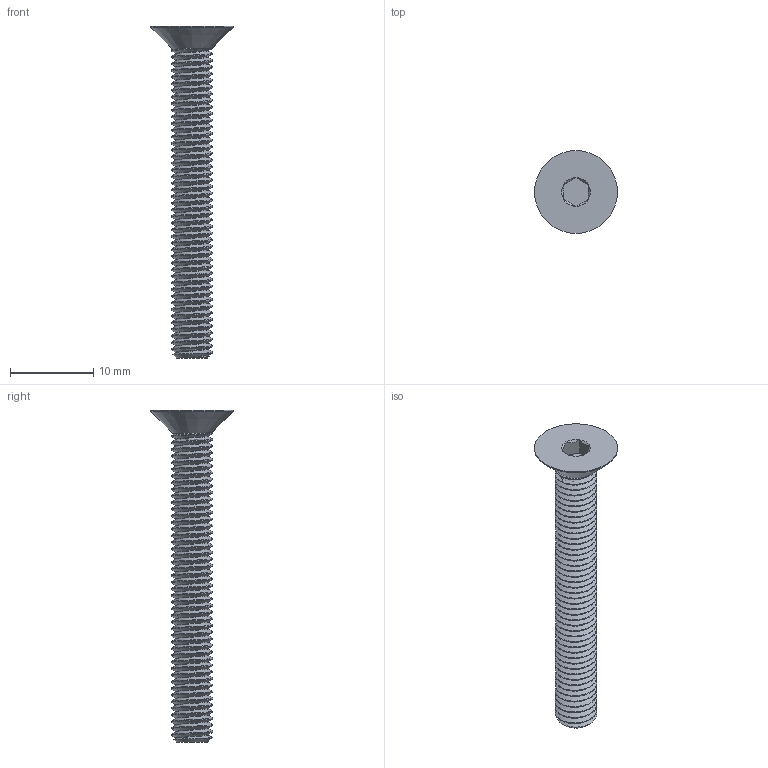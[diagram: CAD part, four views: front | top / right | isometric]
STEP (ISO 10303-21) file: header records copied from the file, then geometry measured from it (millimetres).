
FILE_DESCRIPTION(/* description */ ('STEP AP203'),/* implementation_level */ '2;1');
FILE_NAME(/* name */ 'screws_40mm_m5x0.8_ext.stp',/* time_stamp */ '2022-12-09T16:42:42+01:00',/* author */ ('Rik Ubaghs'),/* organization */ ('Managed by Terraform'),/* preprocessor_version */ 'ST-DEVELOPER v18.1',/* originating_system */ 'Autodesk Inventor 2021',/* authorisation */ '');
FILE_SCHEMA (('AUTOMOTIVE_DESIGN { 1 0 10303 214 3 1 1 }'));
Length unit declared in the file: millimetre
Products named in the file (1): screws_40mm_m5x0.8_ext
Bounding box: 10 x 10 x 40 mm (x, y, z)
Volume: 702.4 mm3; surface area: 1117.3 mm2
Topology: 1 solids, 1 shells, 116 faces, 331 edges, 218 vertices
Faces by surface type: cylinder 96, plane 10, cone 8, bspline 2
Full cylindrical faces by diameter (mm): 3.961 x46, 5 x45, 10 x1
Entity records: 17392 total; most frequent: CARTESIAN_POINT 14824, ORIENTED_EDGE 662, DIRECTION 376, EDGE_CURVE 331, VERTEX_POINT 218, AXIS2_PLACEMENT_3D 134, EDGE_LOOP 117, FACE_OUTER_BOUND 116
